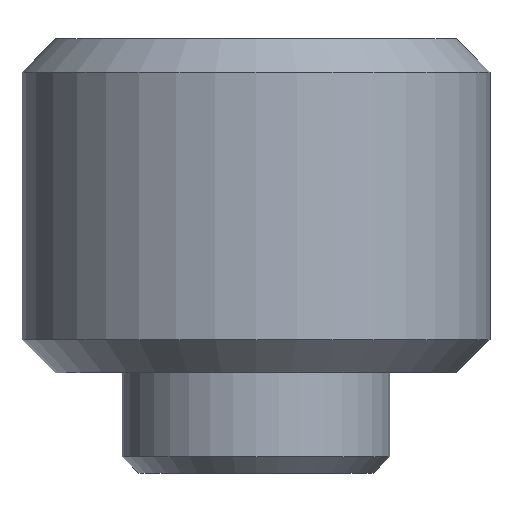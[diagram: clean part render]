
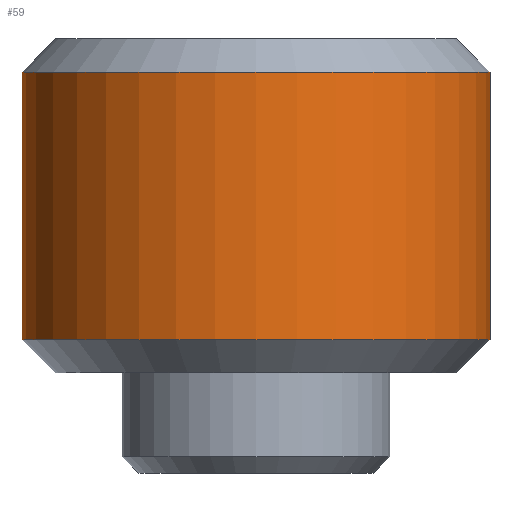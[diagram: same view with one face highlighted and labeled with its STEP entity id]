
A CAD part, front view. The second image highlights one B-rep face of the part: STEP entity #59.
In plain terms, the highlighted cylindrical face has radius 7 mm (diameter 14 mm), a partial arc.
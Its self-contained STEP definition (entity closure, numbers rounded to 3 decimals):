
#14 = LINE ( 'NONE', #23, #249 ) ;
#19 = DIRECTION ( 'NONE',  ( 1., 0., 0. ) ) ;
#23 = CARTESIAN_POINT ( 'NONE',  ( 49.878, -281.153, 10. ) ) ;
#29 = DIRECTION ( 'NONE',  ( 0., 0., -1. ) ) ;
#33 = VERTEX_POINT ( 'NONE', #97 ) ;
#44 = ORIENTED_EDGE ( 'NONE', *, *, #424, .T. ) ;
#46 = CARTESIAN_POINT ( 'NONE',  ( 35.878, -281.153, 1. ) ) ;
#59 = ADVANCED_FACE ( 'NONE', ( #133 ), #271, .T. ) ;
#67 = EDGE_LOOP ( 'NONE', ( #504, #473, #550, #44 ) ) ;
#97 = CARTESIAN_POINT ( 'NONE',  ( 49.878, -281.153, 9. ) ) ;
#133 = FACE_OUTER_BOUND ( 'NONE', #67, .T. ) ;
#136 = CARTESIAN_POINT ( 'NONE',  ( 49.878, -281.153, 1. ) ) ;
#145 = CARTESIAN_POINT ( 'NONE',  ( 42.878, -281.153, 9. ) ) ;
#150 = CIRCLE ( 'NONE', #317, 7. ) ;
#175 = VERTEX_POINT ( 'NONE', #46 ) ;
#194 = AXIS2_PLACEMENT_3D ( 'NONE', #481, #320, #261 ) ;
#203 = DIRECTION ( 'NONE',  ( 0., 0., -1. ) ) ;
#249 = VECTOR ( 'NONE', #203, 1000. ) ;
#250 = CARTESIAN_POINT ( 'NONE',  ( 35.878, -281.153, 9. ) ) ;
#261 = DIRECTION ( 'NONE',  ( -1., 0., 0. ) ) ;
#271 = CYLINDRICAL_SURFACE ( 'NONE', #194, 7. ) ;
#277 = VECTOR ( 'NONE', #29, 1000. ) ;
#279 = VERTEX_POINT ( 'NONE', #136 ) ;
#293 = EDGE_CURVE ( 'NONE', #33, #417, #150, .T. ) ;
#305 = CIRCLE ( 'NONE', #375, 7. ) ;
#317 = AXIS2_PLACEMENT_3D ( 'NONE', #145, #373, #334 ) ;
#320 = DIRECTION ( 'NONE',  ( 0., 0., -1. ) ) ;
#334 = DIRECTION ( 'NONE',  ( 1., 0., 0. ) ) ;
#337 = CARTESIAN_POINT ( 'NONE',  ( 42.878, -281.153, 1. ) ) ;
#364 = LINE ( 'NONE', #561, #277 ) ;
#373 = DIRECTION ( 'NONE',  ( 0., 0., -1. ) ) ;
#375 = AXIS2_PLACEMENT_3D ( 'NONE', #337, #469, #19 ) ;
#415 = EDGE_CURVE ( 'NONE', #33, #279, #14, .T. ) ;
#417 = VERTEX_POINT ( 'NONE', #250 ) ;
#424 = EDGE_CURVE ( 'NONE', #175, #279, #305, .T. ) ;
#469 = DIRECTION ( 'NONE',  ( 0., 0., 1. ) ) ;
#473 = ORIENTED_EDGE ( 'NONE', *, *, #293, .T. ) ;
#481 = CARTESIAN_POINT ( 'NONE',  ( 42.878, -281.153, 10. ) ) ;
#504 = ORIENTED_EDGE ( 'NONE', *, *, #415, .F. ) ;
#550 = ORIENTED_EDGE ( 'NONE', *, *, #559, .T. ) ;
#559 = EDGE_CURVE ( 'NONE', #417, #175, #364, .T. ) ;
#561 = CARTESIAN_POINT ( 'NONE',  ( 35.878, -281.153, 10. ) ) ;
